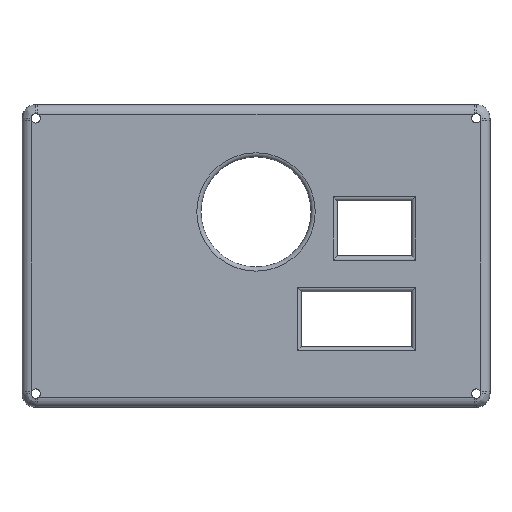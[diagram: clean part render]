
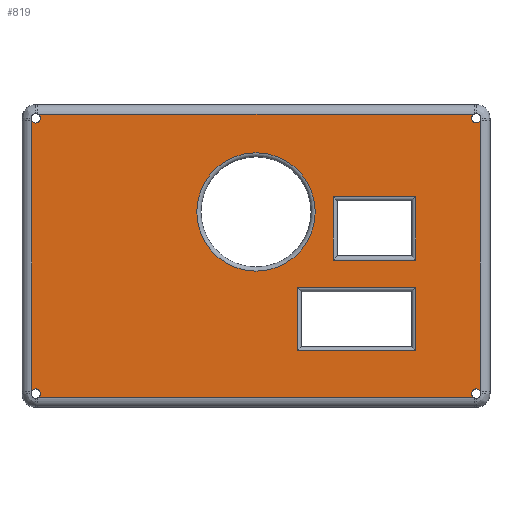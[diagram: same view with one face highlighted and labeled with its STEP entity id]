
A CAD part, top view. The second image highlights one B-rep face of the part: STEP entity #819.
In plain terms, the highlighted planar face has unit normal (0, 0, 1).
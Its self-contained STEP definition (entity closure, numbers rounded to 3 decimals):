
#68=FACE_BOUND('',#272,.T.);
#69=FACE_BOUND('',#273,.T.);
#70=FACE_BOUND('',#274,.T.);
#78=LINE('',#1251,#143);
#79=LINE('',#1255,#144);
#80=LINE('',#1259,#145);
#81=LINE('',#1265,#146);
#82=LINE('',#1271,#147);
#83=LINE('',#1273,#148);
#84=LINE('',#1275,#149);
#85=LINE('',#1276,#150);
#86=LINE('',#1279,#151);
#87=LINE('',#1281,#152);
#88=LINE('',#1283,#153);
#89=LINE('',#1284,#154);
#143=VECTOR('',#993,10.);
#144=VECTOR('',#996,10.);
#145=VECTOR('',#999,10.);
#146=VECTOR('',#1004,10.);
#147=VECTOR('',#1009,10.);
#148=VECTOR('',#1010,10.);
#149=VECTOR('',#1011,10.);
#150=VECTOR('',#1012,10.);
#151=VECTOR('',#1013,10.);
#152=VECTOR('',#1014,10.);
#153=VECTOR('',#1015,10.);
#154=VECTOR('',#1016,10.);
#208=PLANE('',#886);
#223=FACE_OUTER_BOUND('',#271,.T.);
#271=EDGE_LOOP('',(#574,#575,#576,#577,#578,#579,#580,#581,#582,#583));
#272=EDGE_LOOP('',(#584,#585,#586,#587));
#273=EDGE_LOOP('',(#588,#589,#590,#591));
#274=EDGE_LOOP('',(#592));
#328=CIRCLE('',#882,21.5);
#332=CIRCLE('',#887,1.7);
#333=CIRCLE('',#888,1.7);
#334=CIRCLE('',#889,1.7);
#335=CIRCLE('',#890,1.7);
#336=CIRCLE('',#891,1.7);
#337=CIRCLE('',#892,1.7);
#371=VERTEX_POINT('',#1241);
#374=VERTEX_POINT('',#1249);
#375=VERTEX_POINT('',#1250);
#376=VERTEX_POINT('',#1252);
#377=VERTEX_POINT('',#1254);
#378=VERTEX_POINT('',#1256);
#379=VERTEX_POINT('',#1258);
#380=VERTEX_POINT('',#1260);
#381=VERTEX_POINT('',#1262);
#382=VERTEX_POINT('',#1264);
#383=VERTEX_POINT('',#1266);
#384=VERTEX_POINT('',#1269);
#385=VERTEX_POINT('',#1270);
#386=VERTEX_POINT('',#1272);
#387=VERTEX_POINT('',#1274);
#388=VERTEX_POINT('',#1277);
#389=VERTEX_POINT('',#1278);
#390=VERTEX_POINT('',#1280);
#391=VERTEX_POINT('',#1282);
#445=EDGE_CURVE('',#371,#371,#328,.T.);
#449=EDGE_CURVE('',#374,#375,#78,.T.);
#450=EDGE_CURVE('',#374,#376,#332,.T.);
#451=EDGE_CURVE('',#377,#376,#79,.T.);
#452=EDGE_CURVE('',#377,#378,#333,.T.);
#453=EDGE_CURVE('',#379,#378,#80,.T.);
#454=EDGE_CURVE('',#379,#380,#334,.T.);
#455=EDGE_CURVE('',#380,#381,#335,.T.);
#456=EDGE_CURVE('',#382,#381,#81,.T.);
#457=EDGE_CURVE('',#382,#383,#336,.T.);
#458=EDGE_CURVE('',#383,#375,#337,.T.);
#459=EDGE_CURVE('',#384,#385,#82,.T.);
#460=EDGE_CURVE('',#386,#384,#83,.T.);
#461=EDGE_CURVE('',#387,#386,#84,.T.);
#462=EDGE_CURVE('',#385,#387,#85,.T.);
#463=EDGE_CURVE('',#388,#389,#86,.T.);
#464=EDGE_CURVE('',#390,#388,#87,.T.);
#465=EDGE_CURVE('',#391,#390,#88,.T.);
#466=EDGE_CURVE('',#389,#391,#89,.T.);
#574=ORIENTED_EDGE('',*,*,#449,.F.);
#575=ORIENTED_EDGE('',*,*,#450,.T.);
#576=ORIENTED_EDGE('',*,*,#451,.F.);
#577=ORIENTED_EDGE('',*,*,#452,.T.);
#578=ORIENTED_EDGE('',*,*,#453,.F.);
#579=ORIENTED_EDGE('',*,*,#454,.T.);
#580=ORIENTED_EDGE('',*,*,#455,.T.);
#581=ORIENTED_EDGE('',*,*,#456,.F.);
#582=ORIENTED_EDGE('',*,*,#457,.T.);
#583=ORIENTED_EDGE('',*,*,#458,.T.);
#584=ORIENTED_EDGE('',*,*,#459,.F.);
#585=ORIENTED_EDGE('',*,*,#460,.F.);
#586=ORIENTED_EDGE('',*,*,#461,.F.);
#587=ORIENTED_EDGE('',*,*,#462,.F.);
#588=ORIENTED_EDGE('',*,*,#463,.F.);
#589=ORIENTED_EDGE('',*,*,#464,.F.);
#590=ORIENTED_EDGE('',*,*,#465,.F.);
#591=ORIENTED_EDGE('',*,*,#466,.F.);
#592=ORIENTED_EDGE('',*,*,#445,.F.);
#819=ADVANCED_FACE('',(#223,#68,#69,#70),#208,.T.);
#882=AXIS2_PLACEMENT_3D('',#1242,#983,#984);
#886=AXIS2_PLACEMENT_3D('',#1248,#991,#992);
#887=AXIS2_PLACEMENT_3D('',#1253,#994,#995);
#888=AXIS2_PLACEMENT_3D('',#1257,#997,#998);
#889=AXIS2_PLACEMENT_3D('',#1261,#1000,#1001);
#890=AXIS2_PLACEMENT_3D('',#1263,#1002,#1003);
#891=AXIS2_PLACEMENT_3D('',#1267,#1005,#1006);
#892=AXIS2_PLACEMENT_3D('',#1268,#1007,#1008);
#983=DIRECTION('center_axis',(0.,0.,1.));
#984=DIRECTION('ref_axis',(1.,0.,0.));
#991=DIRECTION('center_axis',(0.,0.,1.));
#992=DIRECTION('ref_axis',(1.,0.,0.));
#993=DIRECTION('',(1.,0.,0.));
#994=DIRECTION('center_axis',(0.,0.,-1.));
#995=DIRECTION('ref_axis',(1.,0.,0.));
#996=DIRECTION('',(0.,1.,0.));
#997=DIRECTION('center_axis',(0.,0.,-1.));
#998=DIRECTION('ref_axis',(1.,0.,0.));
#999=DIRECTION('',(-1.,0.,0.));
#1000=DIRECTION('center_axis',(0.,0.,-1.));
#1001=DIRECTION('ref_axis',(1.,0.,0.));
#1002=DIRECTION('center_axis',(0.,0.,-1.));
#1003=DIRECTION('ref_axis',(1.,0.,0.));
#1004=DIRECTION('',(0.,-1.,0.));
#1005=DIRECTION('center_axis',(0.,0.,-1.));
#1006=DIRECTION('ref_axis',(1.,0.,0.));
#1007=DIRECTION('center_axis',(0.,0.,-1.));
#1008=DIRECTION('ref_axis',(1.,0.,0.));
#1009=DIRECTION('',(1.,0.,0.));
#1010=DIRECTION('',(0.,-1.,0.));
#1011=DIRECTION('',(-1.,0.,0.));
#1012=DIRECTION('',(0.,1.,0.));
#1013=DIRECTION('',(0.,-1.,0.));
#1014=DIRECTION('',(-1.,0.,0.));
#1015=DIRECTION('',(0.,1.,0.));
#1016=DIRECTION('',(1.,0.,0.));
#1241=CARTESIAN_POINT('',(106.5,71.,5.));
#1242=CARTESIAN_POINT('Origin',(85.,71.,5.));
#1248=CARTESIAN_POINT('Origin',(85.,55.,5.));
#1249=CARTESIAN_POINT('',(5.8,106.5,5.));
#1250=CARTESIAN_POINT('',(164.2,106.5,5.));
#1251=CARTESIAN_POINT('',(127.5,106.5,5.));
#1252=CARTESIAN_POINT('',(3.5,104.2,5.));
#1253=CARTESIAN_POINT('Origin',(5.,105.,5.));
#1254=CARTESIAN_POINT('',(3.5,5.8,5.));
#1255=CARTESIAN_POINT('',(3.5,82.5,5.));
#1256=CARTESIAN_POINT('',(5.8,3.5,5.));
#1257=CARTESIAN_POINT('Origin',(5.,5.,5.));
#1258=CARTESIAN_POINT('',(164.2,3.5,5.));
#1259=CARTESIAN_POINT('',(42.5,3.5,5.));
#1260=CARTESIAN_POINT('',(163.3,5.,5.));
#1261=CARTESIAN_POINT('Origin',(165.,5.,5.));
#1262=CARTESIAN_POINT('',(166.5,5.8,5.));
#1263=CARTESIAN_POINT('Origin',(165.,5.,5.));
#1264=CARTESIAN_POINT('',(166.5,104.2,5.));
#1265=CARTESIAN_POINT('',(166.5,27.5,5.));
#1266=CARTESIAN_POINT('',(163.3,105.,5.));
#1267=CARTESIAN_POINT('Origin',(165.,105.,5.));
#1268=CARTESIAN_POINT('Origin',(165.,105.,5.));
#1269=CARTESIAN_POINT('',(100.,20.5,5.));
#1270=CARTESIAN_POINT('',(143.,20.5,5.));
#1271=CARTESIAN_POINT('',(113.25,20.5,5.));
#1272=CARTESIAN_POINT('',(100.,43.5,5.));
#1273=CARTESIAN_POINT('',(100.,38.5,5.));
#1274=CARTESIAN_POINT('',(143.,43.5,5.));
#1275=CARTESIAN_POINT('',(93.25,43.5,5.));
#1276=CARTESIAN_POINT('',(143.,48.5,5.));
#1277=CARTESIAN_POINT('',(113.,76.5,5.));
#1278=CARTESIAN_POINT('',(113.,53.5,5.));
#1279=CARTESIAN_POINT('',(113.,55.,5.));
#1280=CARTESIAN_POINT('',(143.,76.5,5.));
#1281=CARTESIAN_POINT('',(99.75,76.5,5.));
#1282=CARTESIAN_POINT('',(143.,53.5,5.));
#1283=CARTESIAN_POINT('',(143.,65.,5.));
#1284=CARTESIAN_POINT('',(113.25,53.5,5.));
